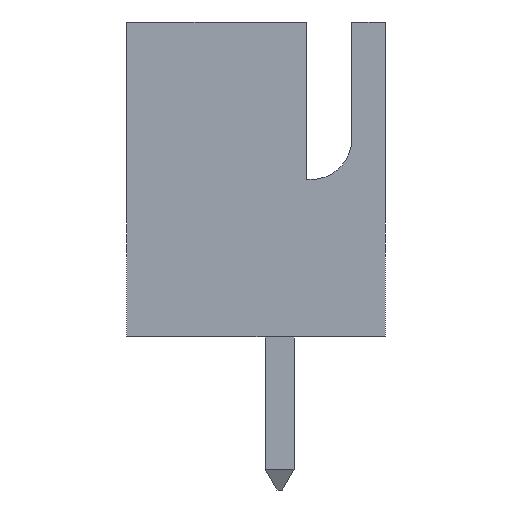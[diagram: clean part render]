
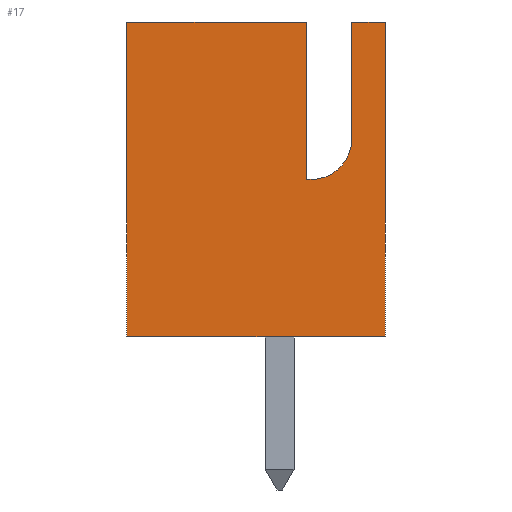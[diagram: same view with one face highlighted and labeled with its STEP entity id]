
A CAD part, left-side view. The second image highlights one B-rep face of the part: STEP entity #17.
In plain terms, the highlighted planar face has unit normal (-1, 0, 0).
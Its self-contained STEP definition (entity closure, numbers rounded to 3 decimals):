
#17 = ADVANCED_FACE('',(#18),#93,.F.);
#18 = FACE_BOUND('',#19,.F.);
#19 = EDGE_LOOP('',(#20,#30,#38,#46,#54,#62,#70,#78,#87));
#20 = ORIENTED_EDGE('',*,*,#21,.F.);
#21 = EDGE_CURVE('',#22,#24,#26,.T.);
#22 = VERTEX_POINT('',#23);
#23 = CARTESIAN_POINT('',(0.,0.,7.));
#24 = VERTEX_POINT('',#25);
#25 = CARTESIAN_POINT('',(0.,0.75,7.));
#26 = LINE('',#27,#28);
#27 = CARTESIAN_POINT('',(0.,0.,7.));
#28 = VECTOR('',#29,1.);
#29 = DIRECTION('',(0.,1.,0.));
#30 = ORIENTED_EDGE('',*,*,#31,.F.);
#31 = EDGE_CURVE('',#32,#22,#34,.T.);
#32 = VERTEX_POINT('',#33);
#33 = CARTESIAN_POINT('',(0.,0.,0.));
#34 = LINE('',#35,#36);
#35 = CARTESIAN_POINT('',(0.,0.,0.));
#36 = VECTOR('',#37,1.);
#37 = DIRECTION('',(0.,0.,1.));
#38 = ORIENTED_EDGE('',*,*,#39,.T.);
#39 = EDGE_CURVE('',#32,#40,#42,.T.);
#40 = VERTEX_POINT('',#41);
#41 = CARTESIAN_POINT('',(0.,5.75,0.));
#42 = LINE('',#43,#44);
#43 = CARTESIAN_POINT('',(0.,0.,0.));
#44 = VECTOR('',#45,1.);
#45 = DIRECTION('',(0.,1.,0.));
#46 = ORIENTED_EDGE('',*,*,#47,.T.);
#47 = EDGE_CURVE('',#40,#48,#50,.T.);
#48 = VERTEX_POINT('',#49);
#49 = CARTESIAN_POINT('',(0.,5.75,7.));
#50 = LINE('',#51,#52);
#51 = CARTESIAN_POINT('',(0.,5.75,0.));
#52 = VECTOR('',#53,1.);
#53 = DIRECTION('',(0.,0.,1.));
#54 = ORIENTED_EDGE('',*,*,#55,.F.);
#55 = EDGE_CURVE('',#56,#48,#58,.T.);
#56 = VERTEX_POINT('',#57);
#57 = CARTESIAN_POINT('',(0.,1.75,7.));
#58 = LINE('',#59,#60);
#59 = CARTESIAN_POINT('',(0.,0.,7.));
#60 = VECTOR('',#61,1.);
#61 = DIRECTION('',(0.,1.,0.));
#62 = ORIENTED_EDGE('',*,*,#63,.F.);
#63 = EDGE_CURVE('',#64,#56,#66,.T.);
#64 = VERTEX_POINT('',#65);
#65 = CARTESIAN_POINT('',(0.,1.75,3.5));
#66 = LINE('',#67,#68);
#67 = CARTESIAN_POINT('',(0.,1.75,3.5));
#68 = VECTOR('',#69,1.);
#69 = DIRECTION('',(0.,0.,1.));
#70 = ORIENTED_EDGE('',*,*,#71,.F.);
#71 = EDGE_CURVE('',#72,#64,#74,.T.);
#72 = VERTEX_POINT('',#73);
#73 = CARTESIAN_POINT('',(0.,1.65,3.5));
#74 = LINE('',#75,#76);
#75 = CARTESIAN_POINT('',(0.,0.75,3.5));
#76 = VECTOR('',#77,1.);
#77 = DIRECTION('',(0.,1.,0.));
#78 = ORIENTED_EDGE('',*,*,#79,.F.);
#79 = EDGE_CURVE('',#80,#72,#82,.T.);
#80 = VERTEX_POINT('',#81);
#81 = CARTESIAN_POINT('',(0.,0.75,4.4));
#82 = CIRCLE('',#83,0.9);
#83 = AXIS2_PLACEMENT_3D('',#84,#85,#86);
#84 = CARTESIAN_POINT('',(0.,1.65,4.4));
#85 = DIRECTION('',(1.,0.,0.));
#86 = DIRECTION('',(0.,0.,1.));
#87 = ORIENTED_EDGE('',*,*,#88,.T.);
#88 = EDGE_CURVE('',#80,#24,#89,.T.);
#89 = LINE('',#90,#91);
#90 = CARTESIAN_POINT('',(0.,0.75,3.5));
#91 = VECTOR('',#92,1.);
#92 = DIRECTION('',(0.,0.,1.));
#93 = PLANE('',#94);
#94 = AXIS2_PLACEMENT_3D('',#95,#96,#97);
#95 = CARTESIAN_POINT('',(0.,0.,0.));
#96 = DIRECTION('',(1.,0.,0.));
#97 = DIRECTION('',(0.,0.,1.));
